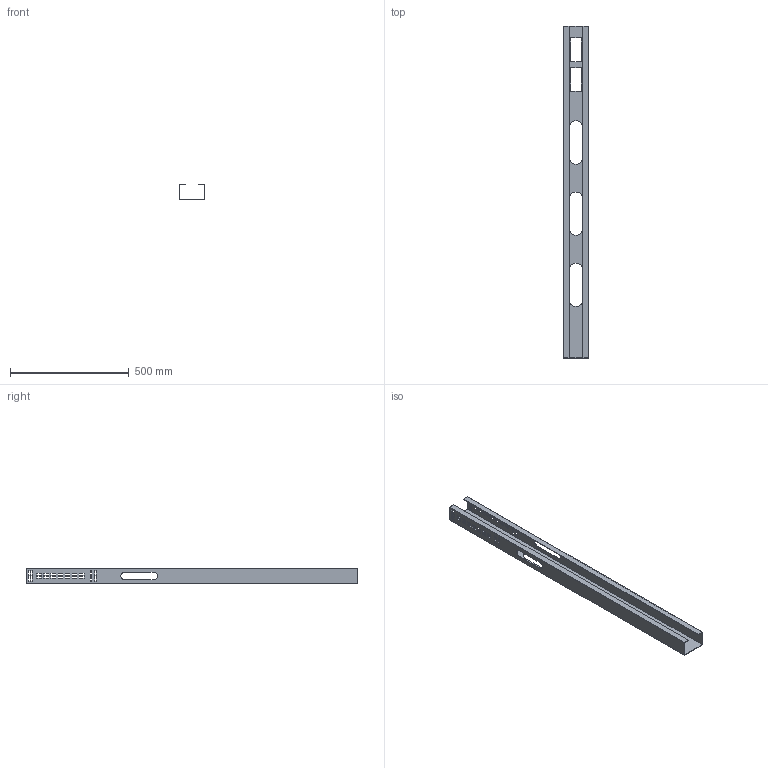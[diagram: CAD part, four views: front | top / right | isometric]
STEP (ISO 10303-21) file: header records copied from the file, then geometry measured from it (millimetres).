
FILE_DESCRIPTION((''),'2;1');
FILE_NAME('6356311','2012-08-09T',('AndreasKeweloh'),(''),'PRO/ENGINEER BY PARAMETRIC TECHNOLOGY CORPORATION, 2012130','PRO/ENGINEER BY PARAMETRIC TECHNOLOGY CORPORATION, 2012130','');
FILE_SCHEMA(('CONFIG_CONTROL_DESIGN'));
Length unit declared in the file: millimetre
Products named in the file (1): 6356311
Bounding box: 108 x 1400 x 66 mm (x, y, z)
Volume: 682500.1 mm3; surface area: 699102.4 mm2
Topology: 1 solids, 1 shells, 218 faces, 648 edges, 432 vertices
Faces by surface type: plane 208, cylinder 10
Entity records: 7414 total; most frequent: CARTESIAN_POINT 1298, ORIENTED_EDGE 1296, DIRECTION 1104, EDGE_CURVE 648, VECTOR 628, LINE 628, VERTEX_POINT 432, EDGE_LOOP 320
